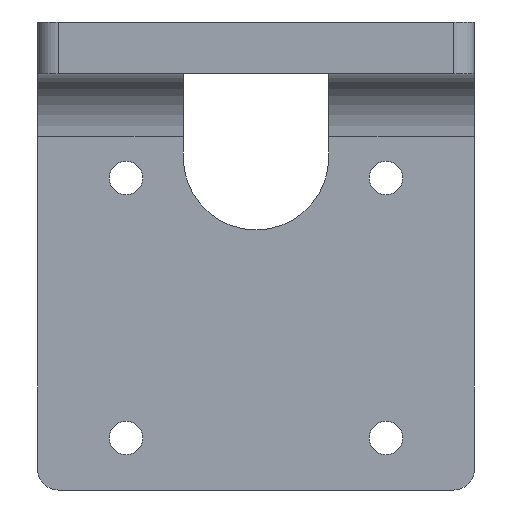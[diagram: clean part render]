
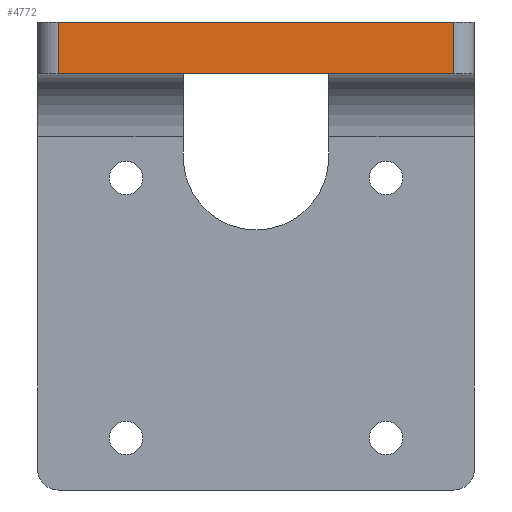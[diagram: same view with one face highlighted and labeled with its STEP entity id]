
A CAD part, front view. The second image highlights one B-rep face of the part: STEP entity #4772.
In plain terms, the highlighted planar face has unit normal (0, -1, 0).
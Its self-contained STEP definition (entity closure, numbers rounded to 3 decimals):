
#22 = VERTEX_POINT('',#23);
#23 = CARTESIAN_POINT('',(48.023,253.729,
    98.673));
#33 = CYLINDRICAL_SURFACE('',#34,2.);
#34 = AXIS2_PLACEMENT_3D('',#35,#36,#37);
#35 = CARTESIAN_POINT('',(48.023,255.729,
    97.423));
#36 = DIRECTION('',(0.,0.,-1.));
#37 = DIRECTION('',(0.707,-0.707,0.));
#67 = PLANE('',#68);
#68 = AXIS2_PLACEMENT_3D('',#69,#70,#71);
#69 = CARTESIAN_POINT('',(8.023,253.729,98.673
    ));
#70 = DIRECTION('',(0.,0.,-1.));
#71 = DIRECTION('',(0.,1.,0.));
#134 = VERTEX_POINT('',#135);
#135 = CARTESIAN_POINT('',(48.023,253.729,
    103.673));
#172 = PLANE('',#173);
#173 = AXIS2_PLACEMENT_3D('',#174,#175,#176);
#174 = CARTESIAN_POINT('',(8.023,308.729,103.673
    ));
#175 = DIRECTION('',(0.,0.,1.));
#176 = DIRECTION('',(0.,-1.,0.));
#188 = EDGE_CURVE('',#134,#22,#189,.T.);
#189 = SURFACE_CURVE('',#190,(#194,#223),.PCURVE_S1.);
#190 = LINE('',#191,#192);
#191 = CARTESIAN_POINT('',(48.023,253.729,
    97.423));
#192 = VECTOR('',#193,1.);
#193 = DIRECTION('',(0.,0.,-1.));
#194 = PCURVE('',#33,#195);
#195 = DEFINITIONAL_REPRESENTATION('',(#196),#222);
#196 = B_SPLINE_CURVE_WITH_KNOTS('',3,(#197,#198,#199,#200,#201,#202,
    #203,#204,#205,#206,#207,#208,#209,#210,#211,#212,#213,#214,#215,
    #216,#217,#218,#219,#220,#221),.UNSPECIFIED.,.F.,.F.,(4,1,1,1,1,1,1,
    1,1,1,1,1,1,1,1,1,1,1,1,1,1,1,4),(-6.25,-6.023,
    -5.795,-5.568,-5.341,-5.114,
    -4.886,-4.659,-4.432,-4.205,
    -3.977,-3.75,-3.523,-3.295,
    -3.068,-2.841,-2.614,-2.386,
    -2.159,-1.932,-1.705,-1.477,
    -1.25),.UNSPECIFIED.);
#197 = CARTESIAN_POINT('',(7.069,-6.25));
#198 = CARTESIAN_POINT('',(7.069,-6.174));
#199 = CARTESIAN_POINT('',(7.069,-6.023));
#200 = CARTESIAN_POINT('',(7.069,-5.795));
#201 = CARTESIAN_POINT('',(7.069,-5.568));
#202 = CARTESIAN_POINT('',(7.069,-5.341));
#203 = CARTESIAN_POINT('',(7.069,-5.114));
#204 = CARTESIAN_POINT('',(7.069,-4.886));
#205 = CARTESIAN_POINT('',(7.069,-4.659));
#206 = CARTESIAN_POINT('',(7.069,-4.432));
#207 = CARTESIAN_POINT('',(7.069,-4.205));
#208 = CARTESIAN_POINT('',(7.069,-3.977));
#209 = CARTESIAN_POINT('',(7.069,-3.75));
#210 = CARTESIAN_POINT('',(7.069,-3.523));
#211 = CARTESIAN_POINT('',(7.069,-3.295));
#212 = CARTESIAN_POINT('',(7.069,-3.068));
#213 = CARTESIAN_POINT('',(7.069,-2.841));
#214 = CARTESIAN_POINT('',(7.069,-2.614));
#215 = CARTESIAN_POINT('',(7.069,-2.386));
#216 = CARTESIAN_POINT('',(7.069,-2.159));
#217 = CARTESIAN_POINT('',(7.069,-1.932));
#218 = CARTESIAN_POINT('',(7.069,-1.705));
#219 = CARTESIAN_POINT('',(7.069,-1.477));
#220 = CARTESIAN_POINT('',(7.069,-1.326));
#221 = CARTESIAN_POINT('',(7.069,-1.25));
#222 = ( GEOMETRIC_REPRESENTATION_CONTEXT(2) 
PARAMETRIC_REPRESENTATION_CONTEXT() REPRESENTATION_CONTEXT('2D SPACE',''
  ) );
#223 = PCURVE('',#224,#229);
#224 = PLANE('',#225);
#225 = AXIS2_PLACEMENT_3D('',#226,#227,#228);
#226 = CARTESIAN_POINT('',(8.023,253.729,103.673
    ));
#227 = DIRECTION('',(0.,-1.,0.));
#228 = DIRECTION('',(0.,0.,-1.));
#229 = DEFINITIONAL_REPRESENTATION('',(#230),#234);
#230 = LINE('',#231,#232);
#231 = CARTESIAN_POINT('',(6.25,40.));
#232 = VECTOR('',#233,1.);
#233 = DIRECTION('',(1.,0.));
#234 = ( GEOMETRIC_REPRESENTATION_CONTEXT(2) 
PARAMETRIC_REPRESENTATION_CONTEXT() REPRESENTATION_CONTEXT('2D SPACE',''
  ) );
#500 = EDGE_CURVE('',#501,#22,#503,.T.);
#501 = VERTEX_POINT('',#502);
#502 = CARTESIAN_POINT('',(10.023,253.729,
    98.673));
#503 = SURFACE_CURVE('',#504,(#508,#515),.PCURVE_S1.);
#504 = LINE('',#505,#506);
#505 = CARTESIAN_POINT('',(8.023,253.729,
    98.673));
#506 = VECTOR('',#507,1.);
#507 = DIRECTION('',(1.,0.,0.));
#508 = PCURVE('',#67,#509);
#509 = DEFINITIONAL_REPRESENTATION('',(#510),#514);
#510 = LINE('',#511,#512);
#511 = CARTESIAN_POINT('',(0.,0.));
#512 = VECTOR('',#513,1.);
#513 = DIRECTION('',(0.,1.));
#514 = ( GEOMETRIC_REPRESENTATION_CONTEXT(2) 
PARAMETRIC_REPRESENTATION_CONTEXT() REPRESENTATION_CONTEXT('2D SPACE',''
  ) );
#515 = PCURVE('',#224,#516);
#516 = DEFINITIONAL_REPRESENTATION('',(#517),#521);
#517 = LINE('',#518,#519);
#518 = CARTESIAN_POINT('',(5.,0.));
#519 = VECTOR('',#520,1.);
#520 = DIRECTION('',(0.,1.));
#521 = ( GEOMETRIC_REPRESENTATION_CONTEXT(2) 
PARAMETRIC_REPRESENTATION_CONTEXT() REPRESENTATION_CONTEXT('2D SPACE',''
  ) );
#544 = CYLINDRICAL_SURFACE('',#545,2.);
#545 = AXIS2_PLACEMENT_3D('',#546,#547,#548);
#546 = CARTESIAN_POINT('',(10.023,255.729,
    97.423));
#547 = DIRECTION('',(0.,0.,1.));
#548 = DIRECTION('',(-0.707,-0.707,0.
    ));
#1532 = VERTEX_POINT('',#1533);
#1533 = CARTESIAN_POINT('',(10.023,253.729,
    103.673));
#1627 = EDGE_CURVE('',#501,#1532,#1628,.T.);
#1628 = SURFACE_CURVE('',#1629,(#1633,#1662),.PCURVE_S1.);
#1629 = LINE('',#1630,#1631);
#1630 = CARTESIAN_POINT('',(10.023,253.729,
    97.423));
#1631 = VECTOR('',#1632,1.);
#1632 = DIRECTION('',(0.,0.,1.));
#1633 = PCURVE('',#544,#1634);
#1634 = DEFINITIONAL_REPRESENTATION('',(#1635),#1661);
#1635 = B_SPLINE_CURVE_WITH_KNOTS('',3,(#1636,#1637,#1638,#1639,#1640,
    #1641,#1642,#1643,#1644,#1645,#1646,#1647,#1648,#1649,#1650,#1651,
    #1652,#1653,#1654,#1655,#1656,#1657,#1658,#1659,#1660),
  .UNSPECIFIED.,.F.,.F.,(4,1,1,1,1,1,1,1,1,1,1,1,1,1,1,1,1,1,1,1,1,1,4),
  (1.25,1.477,1.705,1.932,2.159,
    2.386,2.614,2.841,3.068,
    3.295,3.523,3.75,3.977,4.205,
    4.432,4.659,4.886,5.114,
    5.341,5.568,5.795,6.023,6.25),
  .QUASI_UNIFORM_KNOTS.);
#1636 = CARTESIAN_POINT('',(7.069,1.25));
#1637 = CARTESIAN_POINT('',(7.069,1.326));
#1638 = CARTESIAN_POINT('',(7.069,1.477));
#1639 = CARTESIAN_POINT('',(7.069,1.705));
#1640 = CARTESIAN_POINT('',(7.069,1.932));
#1641 = CARTESIAN_POINT('',(7.069,2.159));
#1642 = CARTESIAN_POINT('',(7.069,2.386));
#1643 = CARTESIAN_POINT('',(7.069,2.614));
#1644 = CARTESIAN_POINT('',(7.069,2.841));
#1645 = CARTESIAN_POINT('',(7.069,3.068));
#1646 = CARTESIAN_POINT('',(7.069,3.295));
#1647 = CARTESIAN_POINT('',(7.069,3.523));
#1648 = CARTESIAN_POINT('',(7.069,3.75));
#1649 = CARTESIAN_POINT('',(7.069,3.977));
#1650 = CARTESIAN_POINT('',(7.069,4.205));
#1651 = CARTESIAN_POINT('',(7.069,4.432));
#1652 = CARTESIAN_POINT('',(7.069,4.659));
#1653 = CARTESIAN_POINT('',(7.069,4.886));
#1654 = CARTESIAN_POINT('',(7.069,5.114));
#1655 = CARTESIAN_POINT('',(7.069,5.341));
#1656 = CARTESIAN_POINT('',(7.069,5.568));
#1657 = CARTESIAN_POINT('',(7.069,5.795));
#1658 = CARTESIAN_POINT('',(7.069,6.023));
#1659 = CARTESIAN_POINT('',(7.069,6.174));
#1660 = CARTESIAN_POINT('',(7.069,6.25));
#1661 = ( GEOMETRIC_REPRESENTATION_CONTEXT(2) 
PARAMETRIC_REPRESENTATION_CONTEXT() REPRESENTATION_CONTEXT('2D SPACE',''
  ) );
#1662 = PCURVE('',#224,#1663);
#1663 = DEFINITIONAL_REPRESENTATION('',(#1664),#1668);
#1664 = LINE('',#1665,#1666);
#1665 = CARTESIAN_POINT('',(6.25,2.));
#1666 = VECTOR('',#1667,1.);
#1667 = DIRECTION('',(-1.,0.));
#1668 = ( GEOMETRIC_REPRESENTATION_CONTEXT(2) 
PARAMETRIC_REPRESENTATION_CONTEXT() REPRESENTATION_CONTEXT('2D SPACE',''
  ) );
#2222 = EDGE_CURVE('',#1532,#134,#2223,.T.);
#2223 = SURFACE_CURVE('',#2224,(#2228,#2235),.PCURVE_S1.);
#2224 = LINE('',#2225,#2226);
#2225 = CARTESIAN_POINT('',(8.023,253.729,
    103.673));
#2226 = VECTOR('',#2227,1.);
#2227 = DIRECTION('',(1.,0.,0.));
#2228 = PCURVE('',#172,#2229);
#2229 = DEFINITIONAL_REPRESENTATION('',(#2230),#2234);
#2230 = LINE('',#2231,#2232);
#2231 = CARTESIAN_POINT('',(55.,0.));
#2232 = VECTOR('',#2233,1.);
#2233 = DIRECTION('',(0.,1.));
#2234 = ( GEOMETRIC_REPRESENTATION_CONTEXT(2) 
PARAMETRIC_REPRESENTATION_CONTEXT() REPRESENTATION_CONTEXT('2D SPACE',''
  ) );
#2235 = PCURVE('',#224,#2236);
#2236 = DEFINITIONAL_REPRESENTATION('',(#2237),#2241);
#2237 = LINE('',#2238,#2239);
#2238 = CARTESIAN_POINT('',(0.,0.));
#2239 = VECTOR('',#2240,1.);
#2240 = DIRECTION('',(0.,1.));
#2241 = ( GEOMETRIC_REPRESENTATION_CONTEXT(2) 
PARAMETRIC_REPRESENTATION_CONTEXT() REPRESENTATION_CONTEXT('2D SPACE',''
  ) );
#4772 = ADVANCED_FACE('',(#4773),#224,.T.);
#4773 = FACE_BOUND('',#4774,.T.);
#4774 = EDGE_LOOP('',(#4775,#4776,#4777,#4778));
#4775 = ORIENTED_EDGE('',*,*,#188,.F.);
#4776 = ORIENTED_EDGE('',*,*,#2222,.F.);
#4777 = ORIENTED_EDGE('',*,*,#1627,.F.);
#4778 = ORIENTED_EDGE('',*,*,#500,.T.);
